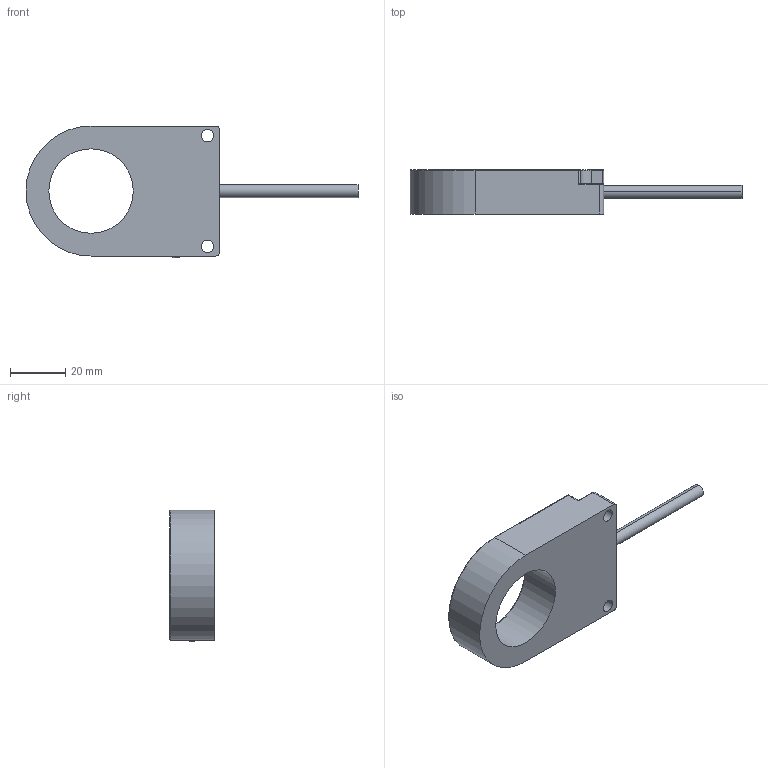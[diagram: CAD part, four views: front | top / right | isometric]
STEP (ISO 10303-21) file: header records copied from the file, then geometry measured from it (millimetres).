
FILE_DESCRIPTION((''),'2;1');
FILE_NAME('HO30N','2022-08-18T09:21:30',('Administrator'),(''),'CREO PARAMETRIC BY PTC INC, 2021023','CREO PARAMETRIC BY PTC INC, 2021023','');
FILE_SCHEMA(('AUTOMOTIVE_DESIGN { 1 0 10303 214 1 1 1 1 }'));
Length unit declared in the file: millimetre
Products named in the file (1): HO30N
Bounding box: 120 x 16 x 47.7 mm (x, y, z)
Volume: 37025.2 mm3; surface area: 10506.6 mm2
Topology: 1 solids, 1 shells, 61 faces, 148 edges, 92 vertices
Faces by surface type: cylinder 30, plane 18, torus 7, bspline 6
Entity records: 2058 total; most frequent: CARTESIAN_POINT 445, DIRECTION 333, ORIENTED_EDGE 296, EDGE_CURVE 148, AXIS2_PLACEMENT_3D 134, VERTEX_POINT 92, CIRCLE 79, EDGE_LOOP 70
